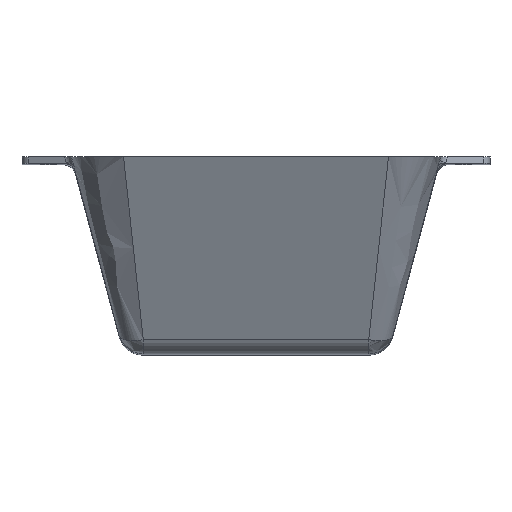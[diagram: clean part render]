
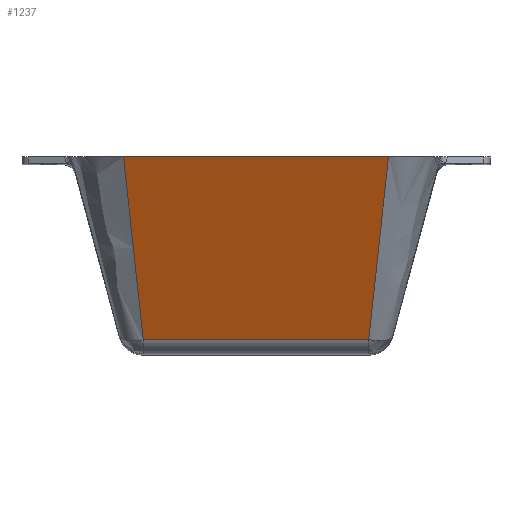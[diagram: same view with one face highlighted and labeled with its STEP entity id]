
A CAD part, top view. The second image highlights one B-rep face of the part: STEP entity #1237.
In plain terms, the highlighted planar face has unit normal (0, -0.423, 0.906).
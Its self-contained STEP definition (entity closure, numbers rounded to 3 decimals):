
#72=B_SPLINE_CURVE_WITH_KNOTS('',3,(#2712,#2713,#2714,#2715,#2716,#2717,
#2718),.UNSPECIFIED.,.F.,.F.,(4,1,1,1,4),(1.206,3.03,
4.855,5.768,7.496),.UNSPECIFIED.);
#73=B_SPLINE_CURVE_WITH_KNOTS('',3,(#2771,#2772,#2773,#2774,#2775,#2776,
#2777),.UNSPECIFIED.,.F.,.F.,(4,1,1,1,4),(-11.275,-9.547,
-8.634,-6.809,-4.985),.UNSPECIFIED.);
#117=PLANE('',#1381);
#188=FACE_OUTER_BOUND('',#273,.T.);
#273=EDGE_LOOP('',(#1128,#1129,#1130,#1131));
#331=LINE('',#2277,#408);
#348=LINE('',#2661,#425);
#408=VECTOR('',#1597,10.);
#425=VECTOR('',#1690,10.);
#573=VERTEX_POINT('',#2263);
#574=VERTEX_POINT('',#2276);
#593=VERTEX_POINT('',#2593);
#597=VERTEX_POINT('',#2641);
#724=EDGE_CURVE('',#574,#573,#331,.T.);
#773=EDGE_CURVE('',#593,#597,#348,.T.);
#775=EDGE_CURVE('',#597,#573,#72,.T.);
#778=EDGE_CURVE('',#574,#593,#73,.T.);
#1128=ORIENTED_EDGE('',*,*,#775,.F.);
#1129=ORIENTED_EDGE('',*,*,#773,.F.);
#1130=ORIENTED_EDGE('',*,*,#778,.F.);
#1131=ORIENTED_EDGE('',*,*,#724,.T.);
#1237=ADVANCED_FACE('',(#188),#117,.T.);
#1381=AXIS2_PLACEMENT_3D('',#2787,#1699,#1700);
#1597=DIRECTION('',(-1.,0.,0.));
#1690=DIRECTION('',(-1.,0.,0.));
#1699=DIRECTION('center_axis',(0.,-0.423,0.906));
#1700=DIRECTION('ref_axis',(1.,0.,0.));
#2263=CARTESIAN_POINT('',(-81.569,60.,29.965));
#2276=CARTESIAN_POINT('',(1.569,60.,29.965));
#2277=CARTESIAN_POINT('',(-20.,60.,29.965));
#2593=CARTESIAN_POINT('',(-4.645,2.704,3.247));
#2641=CARTESIAN_POINT('',(-75.355,2.704,3.247));
#2661=CARTESIAN_POINT('',(-20.,2.704,3.247));
#2712=CARTESIAN_POINT('Ctrl Pts',(-75.355,2.704,3.247));
#2713=CARTESIAN_POINT('Ctrl Pts',(-76.613,8.098,5.762));
#2714=CARTESIAN_POINT('Ctrl Pts',(-77.983,19.143,10.913));
#2715=CARTESIAN_POINT('Ctrl Pts',(-78.499,33.212,17.473));
#2716=CARTESIAN_POINT('Ctrl Pts',(-79.342,46.91,23.86));
#2717=CARTESIAN_POINT('Ctrl Pts',(-80.375,54.891,27.582));
#2718=CARTESIAN_POINT('Ctrl Pts',(-81.569,60.,29.965));
#2771=CARTESIAN_POINT('Ctrl Pts',(1.569,60.,29.965));
#2772=CARTESIAN_POINT('Ctrl Pts',(0.375,54.891,27.582));
#2773=CARTESIAN_POINT('Ctrl Pts',(-0.658,46.909,23.86));
#2774=CARTESIAN_POINT('Ctrl Pts',(-1.501,33.211,17.473));
#2775=CARTESIAN_POINT('Ctrl Pts',(-2.017,19.142,10.912));
#2776=CARTESIAN_POINT('Ctrl Pts',(-3.387,8.098,5.762));
#2777=CARTESIAN_POINT('Ctrl Pts',(-4.645,2.704,3.247));
#2787=CARTESIAN_POINT('Origin',(0.,-0.761,1.631));
